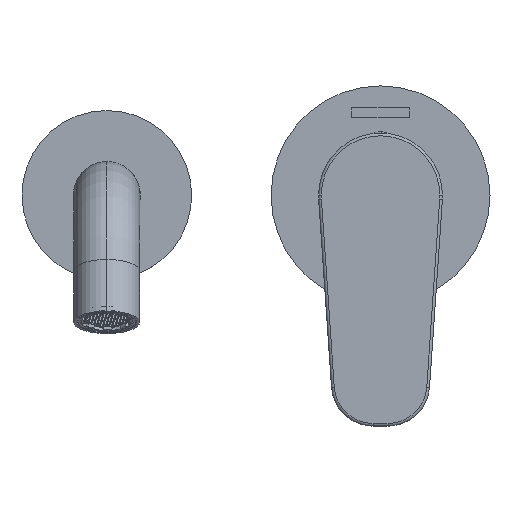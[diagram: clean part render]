
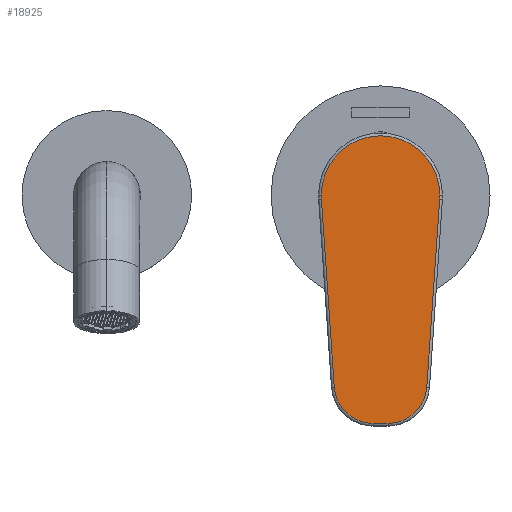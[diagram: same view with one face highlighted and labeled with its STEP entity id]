
A CAD part, top view. The second image highlights one B-rep face of the part: STEP entity #18925.
In plain terms, the highlighted planar face has unit normal (0, 0, 1).
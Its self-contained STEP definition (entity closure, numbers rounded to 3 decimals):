
#232 = VERTEX_POINT ( 'NONE', #19186 ) ;
#308 = CARTESIAN_POINT ( 'NONE',  ( 0., -1.549, 95.7 ) ) ;
#1233 = DIRECTION ( 'NONE',  ( 0.068, 0.998, 0. ) ) ;
#1349 = ORIENTED_EDGE ( 'NONE', *, *, #3991, .T. ) ;
#1536 = CARTESIAN_POINT ( 'NONE',  ( 0., 0., 95.7 ) ) ;
#2025 = AXIS2_PLACEMENT_3D ( 'NONE', #10703, #16635, #36894 ) ;
#2379 = FACE_OUTER_BOUND ( 'NONE', #25014, .T. ) ;
#2523 = CARTESIAN_POINT ( 'NONE',  ( 0., 0., 95.7 ) ) ;
#2958 = VERTEX_POINT ( 'NONE', #5732 ) ;
#3130 = VERTEX_POINT ( 'NONE', #16082 ) ;
#3247 = DIRECTION ( 'NONE',  ( -1., 0., 0. ) ) ;
#3946 = EDGE_CURVE ( 'NONE', #2958, #12745, #26495, .T. ) ;
#3991 = EDGE_CURVE ( 'NONE', #30665, #18507, #37346, .T. ) ;
#4003 = ORIENTED_EDGE ( 'NONE', *, *, #28652, .T. ) ;
#4433 = EDGE_CURVE ( 'NONE', #18507, #2958, #36841, .T. ) ;
#4593 = AXIS2_PLACEMENT_3D ( 'NONE', #15712, #21555, #27263 ) ;
#5152 = DIRECTION ( 'NONE',  ( 1., 0., 0. ) ) ;
#5583 = EDGE_CURVE ( 'NONE', #30446, #21400, #37374, .T. ) ;
#5732 = CARTESIAN_POINT ( 'NONE',  ( 21.574, -1.549, 95.7 ) ) ;
#6230 = EDGE_CURVE ( 'NONE', #3130, #26692, #8736, .T. ) ;
#6294 = CARTESIAN_POINT ( 'NONE',  ( 0., 0., 95.7 ) ) ;
#7207 = CARTESIAN_POINT ( 'NONE',  ( -2.736, -83.439, 95.7 ) ) ;
#7849 = EDGE_CURVE ( 'NONE', #12745, #3130, #12189, .T. ) ;
#8019 = ORIENTED_EDGE ( 'NONE', *, *, #5583, .T. ) ;
#8489 = CARTESIAN_POINT ( 'NONE',  ( -16.902, -70.209, 95.7 ) ) ;
#8736 = CIRCLE ( 'NONE', #15267, 21.629 ) ;
#9995 = CIRCLE ( 'NONE', #2025, 14.2 ) ;
#10107 = CARTESIAN_POINT ( 'NONE',  ( 21.611, -1.48, 95.7 ) ) ;
#10703 = CARTESIAN_POINT ( 'NONE',  ( -2.736, -69.239, 95.7 ) ) ;
#10918 = ORIENTED_EDGE ( 'NONE', *, *, #6230, .T. ) ;
#11089 = VECTOR ( 'NONE', #1233, 1000. ) ;
#12189 = CIRCLE ( 'NONE', #17943, 21.629 ) ;
#12382 = VECTOR ( 'NONE', #3247, 1000. ) ;
#12386 = CARTESIAN_POINT ( 'NONE',  ( 21.629, 0., 95.7 ) ) ;
#12745 = VERTEX_POINT ( 'NONE', #12386 ) ;
#12999 = EDGE_CURVE ( 'NONE', #22261, #232, #29437, .T. ) ;
#13029 = DIRECTION ( 'NONE',  ( 1., 0., 0. ) ) ;
#15072 = ORIENTED_EDGE ( 'NONE', *, *, #3946, .T. ) ;
#15267 = AXIS2_PLACEMENT_3D ( 'NONE', #31870, #31982, #17773 ) ;
#15709 = EDGE_CURVE ( 'NONE', #26692, #30446, #26492, .T. ) ;
#15712 = CARTESIAN_POINT ( 'NONE',  ( 2.736, -69.239, 95.7 ) ) ;
#16082 = CARTESIAN_POINT ( 'NONE',  ( -21.629, 0., 95.7 ) ) ;
#16216 = DIRECTION ( 'NONE',  ( -1., 0., 0. ) ) ;
#16635 = DIRECTION ( 'NONE',  ( 0., 0., 1. ) ) ;
#16827 = DIRECTION ( 'NONE',  ( 0., 0., 1. ) ) ;
#17411 = VECTOR ( 'NONE', #16216, 1000. ) ;
#17659 = CARTESIAN_POINT ( 'NONE',  ( -16.902, -70.209, 95.7 ) ) ;
#17773 = DIRECTION ( 'NONE',  ( 1., 0., 0. ) ) ;
#17943 = AXIS2_PLACEMENT_3D ( 'NONE', #2523, #16827, #31679 ) ;
#18255 = ORIENTED_EDGE ( 'NONE', *, *, #15709, .T. ) ;
#18507 = VERTEX_POINT ( 'NONE', #19539 ) ;
#18925 = ADVANCED_FACE ( 'NONE', ( #2379 ), #33206, .T. ) ;
#19113 = DIRECTION ( 'NONE',  ( 0., 0., 1. ) ) ;
#19186 = CARTESIAN_POINT ( 'NONE',  ( 2.736, -83.439, 95.7 ) ) ;
#19539 = CARTESIAN_POINT ( 'NONE',  ( 21.606, -1.549, 95.7 ) ) ;
#19728 = AXIS2_PLACEMENT_3D ( 'NONE', #6294, #26581, #29490 ) ;
#19915 = ORIENTED_EDGE ( 'NONE', *, *, #7849, .T. ) ;
#20223 = EDGE_CURVE ( 'NONE', #21400, #22261, #9995, .T. ) ;
#21158 = AXIS2_PLACEMENT_3D ( 'NONE', #1536, #19113, #13029 ) ;
#21400 = VERTEX_POINT ( 'NONE', #17659 ) ;
#21555 = DIRECTION ( 'NONE',  ( 0., 0., 1. ) ) ;
#21687 = CARTESIAN_POINT ( 'NONE',  ( 0., -1.549, 95.7 ) ) ;
#22088 = ORIENTED_EDGE ( 'NONE', *, *, #4433, .T. ) ;
#22261 = VERTEX_POINT ( 'NONE', #7207 ) ;
#23330 = VECTOR ( 'NONE', #31789, 1000. ) ;
#25014 = EDGE_LOOP ( 'NONE', ( #4003, #1349, #22088, #15072, #19915, #10918, #18255, #8019, #37378, #32773 ) ) ;
#26492 = LINE ( 'NONE', #21687, #17411 ) ;
#26495 = CIRCLE ( 'NONE', #19728, 21.629 ) ;
#26581 = DIRECTION ( 'NONE',  ( 0., 0., 1. ) ) ;
#26692 = VERTEX_POINT ( 'NONE', #32729 ) ;
#27263 = DIRECTION ( 'NONE',  ( 1., 0., 0. ) ) ;
#27722 = CARTESIAN_POINT ( 'NONE',  ( 16.902, -70.209, 95.7 ) ) ;
#28321 = CARTESIAN_POINT ( 'NONE',  ( 2.736, -83.439, 95.7 ) ) ;
#28652 = EDGE_CURVE ( 'NONE', #232, #30665, #34568, .T. ) ;
#29437 = LINE ( 'NONE', #28321, #36214 ) ;
#29490 = DIRECTION ( 'NONE',  ( 1., 0., 0. ) ) ;
#30446 = VERTEX_POINT ( 'NONE', #31957 ) ;
#30665 = VERTEX_POINT ( 'NONE', #27722 ) ;
#31679 = DIRECTION ( 'NONE',  ( 1., 0., 0. ) ) ;
#31789 = DIRECTION ( 'NONE',  ( 0.068, -0.998, 0. ) ) ;
#31870 = CARTESIAN_POINT ( 'NONE',  ( 0., 0., 95.7 ) ) ;
#31957 = CARTESIAN_POINT ( 'NONE',  ( -21.606, -1.549, 95.7 ) ) ;
#31982 = DIRECTION ( 'NONE',  ( 0., 0., 1. ) ) ;
#32729 = CARTESIAN_POINT ( 'NONE',  ( -21.574, -1.549, 95.7 ) ) ;
#32773 = ORIENTED_EDGE ( 'NONE', *, *, #12999, .T. ) ;
#33206 = PLANE ( 'NONE',  #21158 ) ;
#34568 = CIRCLE ( 'NONE', #4593, 14.2 ) ;
#36214 = VECTOR ( 'NONE', #5152, 1000. ) ;
#36841 = LINE ( 'NONE', #308, #12382 ) ;
#36894 = DIRECTION ( 'NONE',  ( 1., 0., 0. ) ) ;
#37346 = LINE ( 'NONE', #10107, #11089 ) ;
#37374 = LINE ( 'NONE', #8489, #23330 ) ;
#37378 = ORIENTED_EDGE ( 'NONE', *, *, #20223, .T. ) ;
